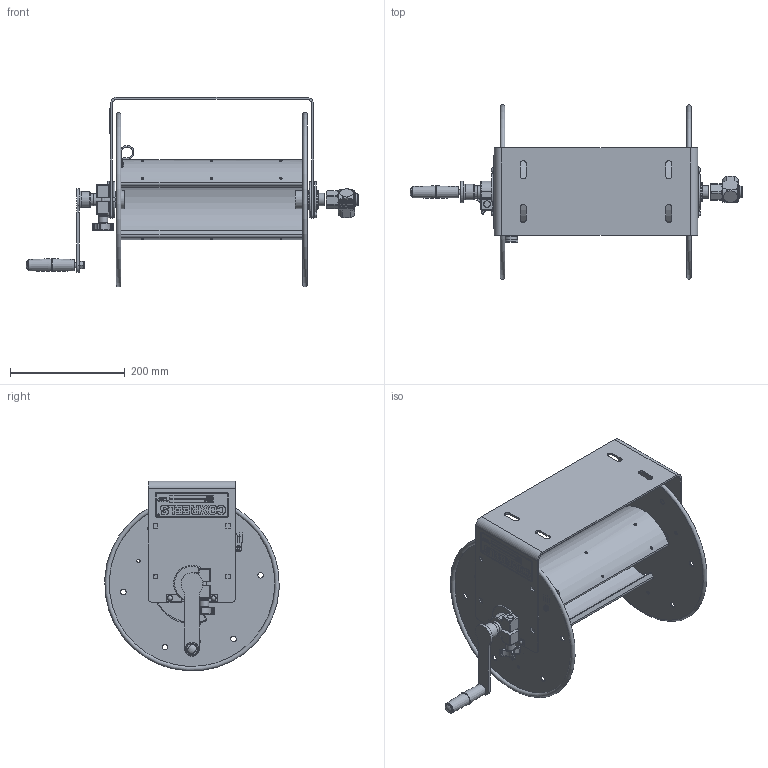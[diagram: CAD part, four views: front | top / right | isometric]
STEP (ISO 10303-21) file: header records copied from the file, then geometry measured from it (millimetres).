
FILE_DESCRIPTION(/* description */ (''),/* implementation_level */ '2;1');
FILE_NAME(/* name */ '112-4-75_SHARED.stp',/* time_stamp */ '2020-04-02T10:55:31-07:00',/* author */ ('NMelton'),/* organization */ (''),/* preprocessor_version */ 'ST-DEVELOPER v17',/* originating_system */ 'Autodesk Inventor 2019',/* authorisation */ '');
FILE_SCHEMA (('AUTOMOTIVE_DESIGN { 1 0 10303 214 3 1 1 }'));
Products named in the file (1): 112-4-75_SHARED
Bounding box: 579.49 x 304.36 x 331.12 mm (x, y, z)
Surface area: 842216.8 mm2 (no closed solid volume)
Topology: 0 solids, 61 shells, 1421 faces, 6197 edges, 4592 vertices
Faces by surface type: plane 716, bspline 370, cylinder 215, torus 55, cone 38, sphere 27
Full cylindrical faces by diameter (mm): 1.321 x2, 2.54 x1, 3.048 x1, 4.826 x1, 5.563 x5, 6.477 x1, 6.604 x1, 7.798 x1, 8.839 x4, 9.271 x1, 9.525 x12, 10.414 x1, 12.192 x1, 12.7 x7, 14.3 x1, 15.875 x2, 19.304 x1, 20.574 x3, 20.625 x1, 21.59 x1, 22.098 x1, 22.53 x1, 27.051 x1, 28.448 x1, 31.75 x2, 33.02 x2
Entity records: 69607 total; most frequent: CARTESIAN_POINT 22723, ORIENTED_EDGE 9136, DIRECTION 7339, EDGE_CURVE 6174, VERTEX_POINT 4592, LINE 3747, VECTOR 3747, AXIS2_PLACEMENT_3D 1796
